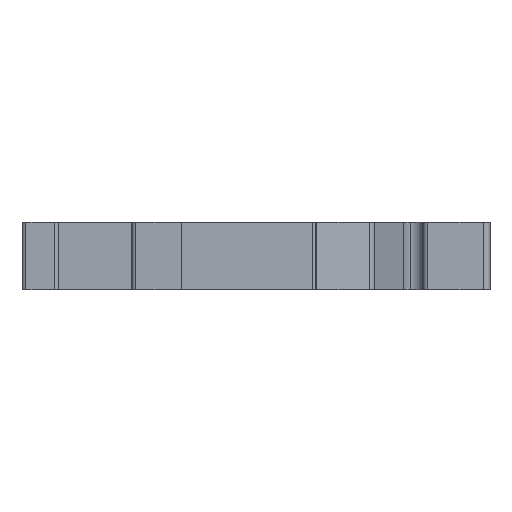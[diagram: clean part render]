
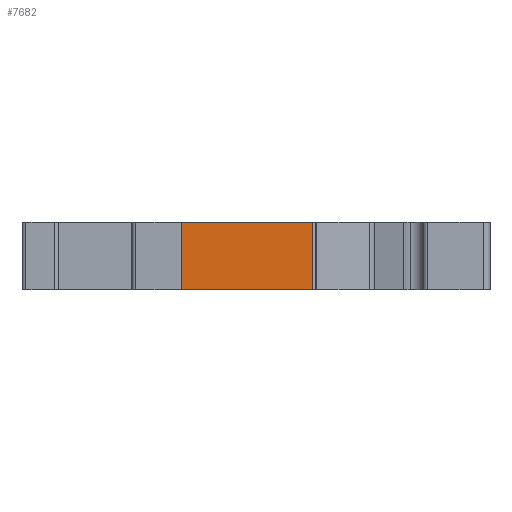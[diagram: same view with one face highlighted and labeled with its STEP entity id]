
A CAD part, left-side view. The second image highlights one B-rep face of the part: STEP entity #7682.
In plain terms, the highlighted planar face has unit normal (-1, 0, 0).
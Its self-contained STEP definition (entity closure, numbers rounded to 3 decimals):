
#77=DIRECTION('',(0.,-1.,0.));
#78=VECTOR('',#77,9.867);
#79=CARTESIAN_POINT('',(-24.25,17.2,-2.95));
#80=LINE('',#79,#78);
#833=DIRECTION('',(0.,1.,0.));
#834=VECTOR('',#833,9.867);
#835=CARTESIAN_POINT('',(-24.25,7.333,2.15));
#836=LINE('',#835,#834);
#2614=DIRECTION('',(0.,0.,1.));
#2615=VECTOR('',#2614,5.1);
#2616=CARTESIAN_POINT('',(-24.25,17.2,-2.95));
#2617=LINE('',#2616,#2615);
#2622=DIRECTION('',(0.,0.,1.));
#2623=VECTOR('',#2622,5.1);
#2624=CARTESIAN_POINT('',(-24.25,7.333,-2.95));
#2625=LINE('',#2624,#2623);
#3321=CARTESIAN_POINT('',(-24.25,17.2,-2.95));
#3322=VERTEX_POINT('',#3321);
#3323=CARTESIAN_POINT('',(-24.25,7.333,-2.95));
#3324=VERTEX_POINT('',#3323);
#3639=CARTESIAN_POINT('',(-24.25,7.333,2.15));
#3640=VERTEX_POINT('',#3639);
#3641=CARTESIAN_POINT('',(-24.25,17.2,2.15));
#3642=VERTEX_POINT('',#3641);
#7670=CARTESIAN_POINT('',(-24.25,-6.,-3.46));
#7671=DIRECTION('',(1.,0.,0.));
#7672=DIRECTION('',(0.,1.,0.));
#7673=AXIS2_PLACEMENT_3D('',#7670,#7671,#7672);
#7674=PLANE('',#7673);
#7675=ORIENTED_EDGE('',*,*,#4338,.F.);
#7676=ORIENTED_EDGE('',*,*,#7663,.T.);
#7677=ORIENTED_EDGE('',*,*,#4883,.F.);
#7679=ORIENTED_EDGE('',*,*,#7678,.F.);
#7680=EDGE_LOOP('',(#7675,#7676,#7677,#7679));
#7681=FACE_OUTER_BOUND('',#7680,.F.);
#7682=ADVANCED_FACE('',(#7681),#7674,.F.);
#4338=EDGE_CURVE('',#3322,#3324,#80,.T.);
#4883=EDGE_CURVE('',#3640,#3642,#836,.T.);
#7663=EDGE_CURVE('',#3322,#3642,#2617,.T.);
#7678=EDGE_CURVE('',#3324,#3640,#2625,.T.);
